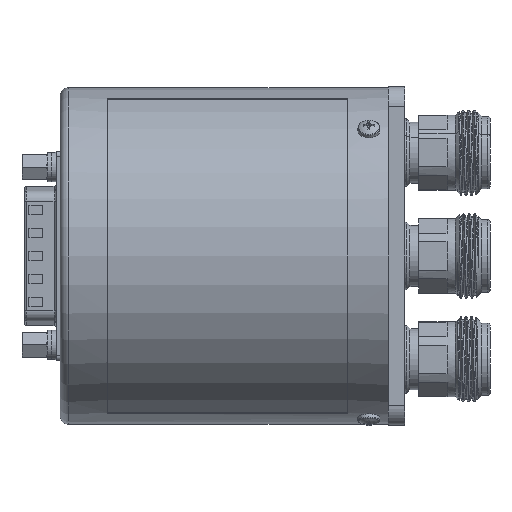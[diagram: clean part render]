
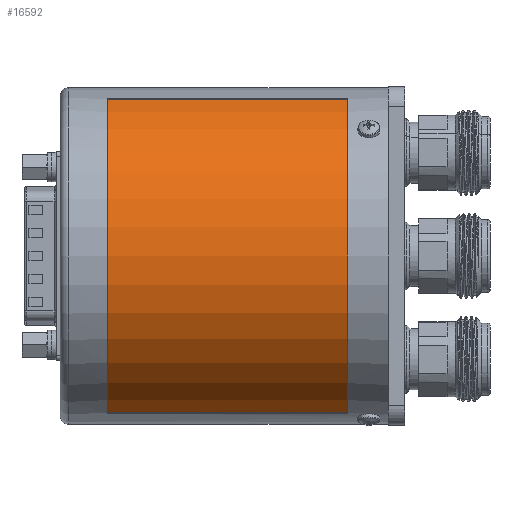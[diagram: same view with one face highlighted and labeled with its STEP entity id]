
A CAD part, left-side view. The second image highlights one B-rep face of the part: STEP entity #16592.
In plain terms, the highlighted cylindrical face has radius 31.598 mm (diameter 63.195 mm), a partial arc.
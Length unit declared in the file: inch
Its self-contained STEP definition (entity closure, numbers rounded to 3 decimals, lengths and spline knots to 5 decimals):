
#81 = AXIS2_PLACEMENT_3D ( 'NONE', #5337, #24010, #19664 ) ;
#849 = VERTEX_POINT ( 'NONE', #15483 ) ;
#1037 = CARTESIAN_POINT ( 'NONE',  ( 0.45395, 2.07165, 1.15822 ) ) ;
#1058 = CIRCLE ( 'NONE', #81, 1.244 ) ;
#1357 = CYLINDRICAL_SURFACE ( 'NONE', #23480, 1.244 ) ;
#2867 = EDGE_CURVE ( 'NONE', #9041, #27432, #1058, .T. ) ;
#3829 = ORIENTED_EDGE ( 'NONE', *, *, #22616, .T. ) ;
#4499 = ORIENTED_EDGE ( 'NONE', *, *, #2867, .T. ) ;
#4877 = ORIENTED_EDGE ( 'NONE', *, *, #19737, .T. ) ;
#5337 = CARTESIAN_POINT ( 'NONE',  ( 0., 2.07165, 0. ) ) ;
#5403 = ORIENTED_EDGE ( 'NONE', *, *, #21768, .F. ) ;
#5887 = CARTESIAN_POINT ( 'NONE',  ( 0., 2.42, 0. ) ) ;
#6832 = CARTESIAN_POINT ( 'NONE',  ( 0.45395, 0.3, 1.15822 ) ) ;
#7386 = VERTEX_POINT ( 'NONE', #6832 ) ;
#8089 = FACE_OUTER_BOUND ( 'NONE', #18213, .T. ) ;
#8241 = DIRECTION ( 'NONE',  ( 0., 0., -1. ) ) ;
#8539 = DIRECTION ( 'NONE',  ( 0., -1., 0. ) ) ;
#8731 = CIRCLE ( 'NONE', #22628, 1.244 ) ;
#9041 = VERTEX_POINT ( 'NONE', #12694 ) ;
#9057 = CARTESIAN_POINT ( 'NONE',  ( 0.45395, 2.42, 1.15822 ) ) ;
#11031 = DIRECTION ( 'NONE',  ( 0., -1., 0. ) ) ;
#12694 = CARTESIAN_POINT ( 'NONE',  ( 0.45395, 2.07165, -1.15822 ) ) ;
#13224 = DIRECTION ( 'NONE',  ( 0., 0., -1. ) ) ;
#13362 = CARTESIAN_POINT ( 'NONE',  ( 0., 0.3, 0. ) ) ;
#15401 = DIRECTION ( 'NONE',  ( 0., 1., 0. ) ) ;
#15483 = CARTESIAN_POINT ( 'NONE',  ( 0.45395, 0.3, -1.15822 ) ) ;
#16223 = DIRECTION ( 'NONE',  ( 0., -1., 0. ) ) ;
#16592 = ADVANCED_FACE ( 'NONE', ( #8089 ), #1357, .T. ) ;
#18213 = EDGE_LOOP ( 'NONE', ( #3829, #5403, #4877, #4499 ) ) ;
#19664 = DIRECTION ( 'NONE',  ( 0., 0., -1. ) ) ;
#19737 = EDGE_CURVE ( 'NONE', #849, #9041, #22112, .T. ) ;
#21768 = EDGE_CURVE ( 'NONE', #849, #7386, #8731, .T. ) ;
#22112 = LINE ( 'NONE', #27361, #25011 ) ;
#22616 = EDGE_CURVE ( 'NONE', #27432, #7386, #28032, .T. ) ;
#22628 = AXIS2_PLACEMENT_3D ( 'NONE', #13362, #11031, #8241 ) ;
#23133 = VECTOR ( 'NONE', #16223, 39.37008 ) ;
#23480 = AXIS2_PLACEMENT_3D ( 'NONE', #5887, #8539, #13224 ) ;
#24010 = DIRECTION ( 'NONE',  ( 0., -1., 0. ) ) ;
#25011 = VECTOR ( 'NONE', #15401, 39.37008 ) ;
#27361 = CARTESIAN_POINT ( 'NONE',  ( 0.45395, 2.42, -1.15822 ) ) ;
#27432 = VERTEX_POINT ( 'NONE', #1037 ) ;
#28032 = LINE ( 'NONE', #9057, #23133 ) ;
